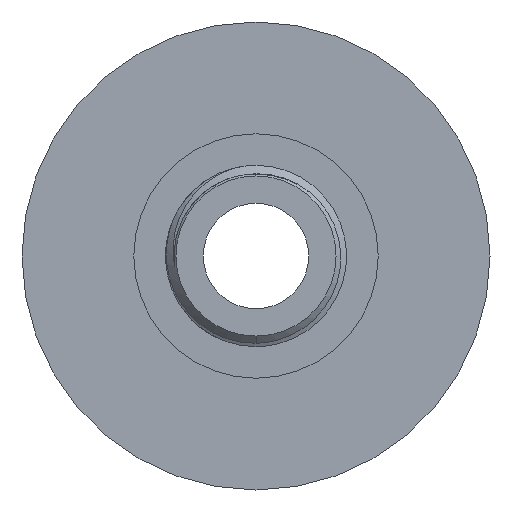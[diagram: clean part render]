
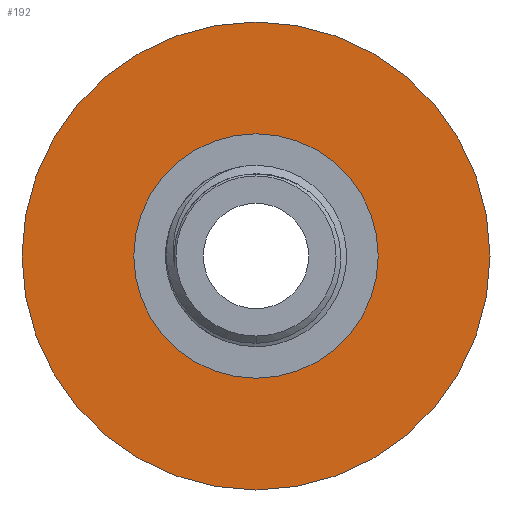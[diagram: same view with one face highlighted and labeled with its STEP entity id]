
A CAD part, left-side view. The second image highlights one B-rep face of the part: STEP entity #192.
In plain terms, the highlighted planar face has unit normal (-1, 0, 0).
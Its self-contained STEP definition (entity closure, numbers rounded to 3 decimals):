
#93 = DIRECTION ( 'NONE',  ( 0., 0., -1. ) ) ;
#114 = CARTESIAN_POINT ( 'NONE',  ( -3.397, 0., 22.212 ) ) ;
#116 = DIRECTION ( 'NONE',  ( 1., 0., 0. ) ) ;
#192 = ADVANCED_FACE ( 'NONE', ( #670, #289 ), #275, .F. ) ;
#216 = DIRECTION ( 'NONE',  ( -1., 0., 0. ) ) ;
#274 = EDGE_CURVE ( 'NONE', #1171, #1523, #1575, .T. ) ;
#275 = PLANE ( 'NONE',  #820 ) ;
#289 = FACE_OUTER_BOUND ( 'NONE', #2422, .T. ) ;
#441 = DIRECTION ( 'NONE',  ( 0., 0., 1. ) ) ;
#572 = DIRECTION ( 'NONE',  ( 0., 0., 1. ) ) ;
#670 = FACE_BOUND ( 'NONE', #1362, .T. ) ;
#811 = DIRECTION ( 'NONE',  ( 0., 0., 1. ) ) ;
#820 = AXIS2_PLACEMENT_3D ( 'NONE', #1515, #116, #93 ) ;
#902 = VERTEX_POINT ( 'NONE', #2212 ) ;
#928 = AXIS2_PLACEMENT_3D ( 'NONE', #2405, #216, #2040 ) ;
#938 = CARTESIAN_POINT ( 'NONE',  ( -3.397, 0., 0. ) ) ;
#1010 = CARTESIAN_POINT ( 'NONE',  ( -3.397, 0., 0. ) ) ;
#1114 = ORIENTED_EDGE ( 'NONE', *, *, #1439, .F. ) ;
#1157 = ORIENTED_EDGE ( 'NONE', *, *, #1632, .T. ) ;
#1171 = VERTEX_POINT ( 'NONE', #1452 ) ;
#1256 = CIRCLE ( 'NONE', #1301, 22.212 ) ;
#1301 = AXIS2_PLACEMENT_3D ( 'NONE', #2252, #2017, #441 ) ;
#1327 = DIRECTION ( 'NONE',  ( -1., 0., 0. ) ) ;
#1362 = EDGE_LOOP ( 'NONE', ( #1114, #2157 ) ) ;
#1374 = AXIS2_PLACEMENT_3D ( 'NONE', #1010, #1814, #811 ) ;
#1439 = EDGE_CURVE ( 'NONE', #1523, #1171, #1821, .T. ) ;
#1452 = CARTESIAN_POINT ( 'NONE',  ( -3.397, 0., -11.6 ) ) ;
#1489 = ORIENTED_EDGE ( 'NONE', *, *, #2254, .T. ) ;
#1515 = CARTESIAN_POINT ( 'NONE',  ( -3.397, 22.212, 0. ) ) ;
#1523 = VERTEX_POINT ( 'NONE', #2201 ) ;
#1575 = CIRCLE ( 'NONE', #1955, 11.6 ) ;
#1632 = EDGE_CURVE ( 'NONE', #902, #1819, #1256, .T. ) ;
#1814 = DIRECTION ( 'NONE',  ( -1., 0., 0. ) ) ;
#1819 = VERTEX_POINT ( 'NONE', #114 ) ;
#1821 = CIRCLE ( 'NONE', #928, 11.6 ) ;
#1840 = CIRCLE ( 'NONE', #1374, 22.212 ) ;
#1955 = AXIS2_PLACEMENT_3D ( 'NONE', #938, #1327, #572 ) ;
#2017 = DIRECTION ( 'NONE',  ( -1., 0., 0. ) ) ;
#2040 = DIRECTION ( 'NONE',  ( 0., 0., 1. ) ) ;
#2157 = ORIENTED_EDGE ( 'NONE', *, *, #274, .F. ) ;
#2201 = CARTESIAN_POINT ( 'NONE',  ( -3.397, 0., 11.6 ) ) ;
#2212 = CARTESIAN_POINT ( 'NONE',  ( -3.397, 0., -22.212 ) ) ;
#2252 = CARTESIAN_POINT ( 'NONE',  ( -3.397, 0., 0. ) ) ;
#2254 = EDGE_CURVE ( 'NONE', #1819, #902, #1840, .T. ) ;
#2405 = CARTESIAN_POINT ( 'NONE',  ( -3.397, 0., 0. ) ) ;
#2422 = EDGE_LOOP ( 'NONE', ( #1489, #1157 ) ) ;
